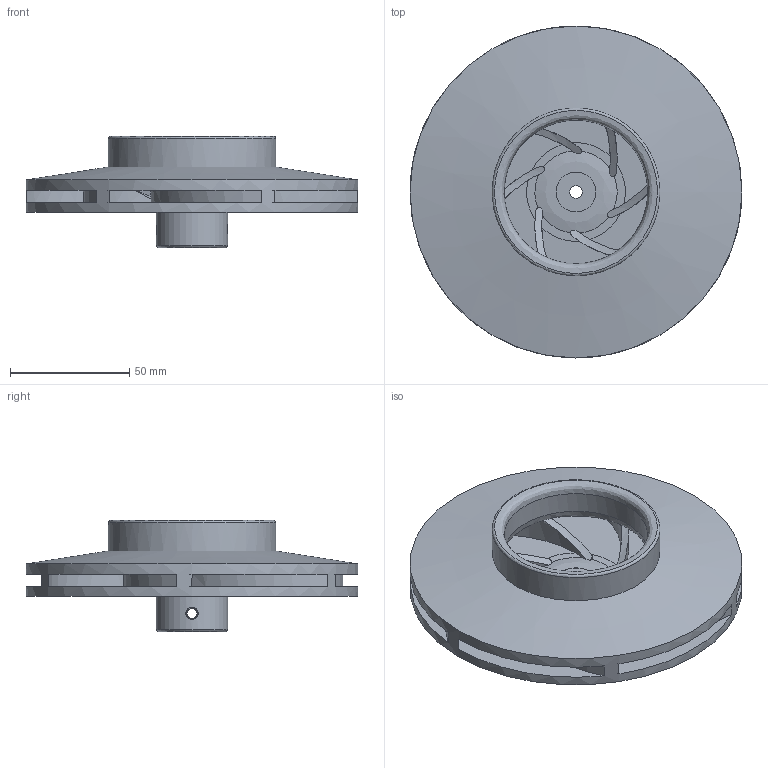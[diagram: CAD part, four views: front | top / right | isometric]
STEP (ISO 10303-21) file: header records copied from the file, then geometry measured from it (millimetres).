
FILE_DESCRIPTION(/* description */ (''),/* implementation_level */ '2;1');
FILE_NAME(/* name */ 'GiranteGMN50.step',/* time_stamp */ '2025-12-30T11:56:25+01:00',/* author */ (''),/* organization */ (''),/* preprocessor_version */ 'ST-DEVELOPER v20.1',/* originating_system */ 'Autodesk Translation Framework v14.21.0.0',/* authorisation */ '');
FILE_SCHEMA (('AUTOMOTIVE_DESIGN { 1 0 10303 214 3 1 1 }'));
Length unit declared in the file: millimetre
Products named in the file (1): Disco
Bounding box: 139.12 x 139.12 x 46.66 mm (x, y, z)
Volume: 143965.6 mm3; surface area: 72357.6 mm2
Topology: 1 solids, 1 shells, 739 faces, 2091 edges, 1391 vertices
Faces by surface type: bspline 421, plane 231, cylinder 72, cone 13, torus 2
Full cylindrical faces by diameter (mm): 4.234 x6, 5.12 x10, 5.3 x1, 16.744 x1, 17.125 x1, 17.25 x1, 30 x1, 60.134 x1, 70.23 x1, 139.116 x1
Entity records: 30991 total; most frequent: CARTESIAN_POINT 14910, ORIENTED_EDGE 4182, EDGE_CURVE 2091, DIRECTION 1812, VERTEX_POINT 1391, B_SPLINE_CURVE_WITH_KNOTS 1005, LINE 998, VECTOR 998
